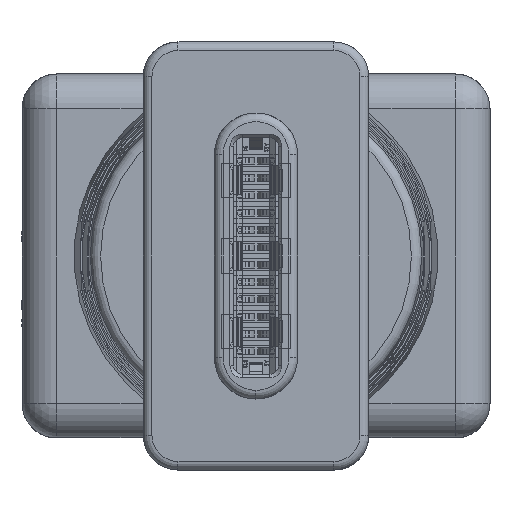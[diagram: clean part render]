
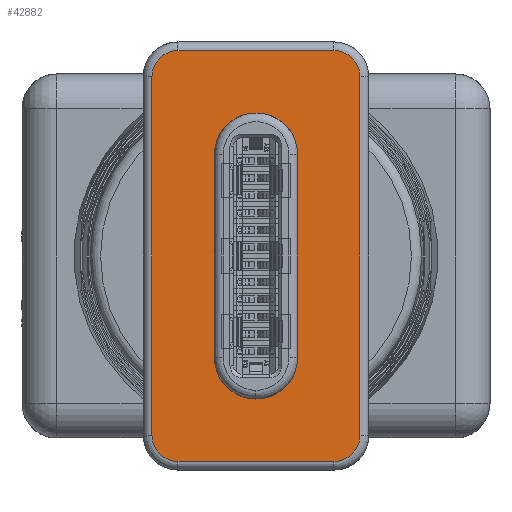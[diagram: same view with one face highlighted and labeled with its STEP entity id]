
A CAD part, left-side view. The second image highlights one B-rep face of the part: STEP entity #42882.
In plain terms, the highlighted face is planar.
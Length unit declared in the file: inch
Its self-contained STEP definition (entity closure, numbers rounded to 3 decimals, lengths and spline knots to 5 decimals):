
#1750 = PLANE ( 'NONE',  #72370 ) ;
#3351 = ORIENTED_EDGE ( 'NONE', *, *, #70874, .F. ) ;
#4171 = EDGE_CURVE ( 'NONE', #8255, #55087, #18201, .T. ) ;
#5894 = CARTESIAN_POINT ( 'NONE',  ( -0.23327, -0.08858, 0. ) ) ;
#6817 = LINE ( 'NONE', #75314, #61478 ) ;
#8255 = VERTEX_POINT ( 'NONE', #27647 ) ;
#8658 = LINE ( 'NONE', #63592, #72215 ) ;
#9013 = CARTESIAN_POINT ( 'NONE',  ( -0.23327, 0.08858, 0. ) ) ;
#9324 = AXIS2_PLACEMENT_3D ( 'NONE', #71067, #35654, #92326 ) ;
#9937 = CARTESIAN_POINT ( 'NONE',  ( 0.23327, 0.08858, 0. ) ) ;
#10105 = EDGE_LOOP ( 'NONE', ( #39613, #16645, #13802, #19726, #81323, #52492, #87108, #25165 ) ) ;
#10654 = DIRECTION ( 'NONE',  ( 1., 0., 0. ) ) ;
#11236 = CIRCLE ( 'NONE', #58214, 0.02953 ) ;
#11515 = ORIENTED_EDGE ( 'NONE', *, *, #66163, .F. ) ;
#13412 = EDGE_CURVE ( 'NONE', #24076, #34216, #74750, .T. ) ;
#13802 = ORIENTED_EDGE ( 'NONE', *, *, #33273, .T. ) ;
#14002 = DIRECTION ( 'NONE',  ( 0., -1., 0. ) ) ;
#14193 = LINE ( 'NONE', #41399, #31939 ) ;
#15068 = VERTEX_POINT ( 'NONE', #5894 ) ;
#15429 = DIRECTION ( 'NONE',  ( 1., 0., 0. ) ) ;
#15724 = VERTEX_POINT ( 'NONE', #21775 ) ;
#15916 = VERTEX_POINT ( 'NONE', #56386 ) ;
#16645 = ORIENTED_EDGE ( 'NONE', *, *, #53568, .T. ) ;
#16786 = VERTEX_POINT ( 'NONE', #26509 ) ;
#17216 = DIRECTION ( 'NONE',  ( 1., 0., 0. ) ) ;
#17745 = EDGE_CURVE ( 'NONE', #15068, #76414, #11236, .T. ) ;
#18201 = LINE ( 'NONE', #81151, #19268 ) ;
#18359 = CARTESIAN_POINT ( 'NONE',  ( -0.20374, -0.11811, 0. ) ) ;
#19268 = VECTOR ( 'NONE', #51417, 39.37008 ) ;
#19726 = ORIENTED_EDGE ( 'NONE', *, *, #22520, .T. ) ;
#19793 = AXIS2_PLACEMENT_3D ( 'NONE', #74678, #38649, #17216 ) ;
#20800 = DIRECTION ( 'NONE',  ( 1., 0., 0. ) ) ;
#21308 = ORIENTED_EDGE ( 'NONE', *, *, #75115, .F. ) ;
#21681 = AXIS2_PLACEMENT_3D ( 'NONE', #58452, #22258, #35647 ) ;
#21775 = CARTESIAN_POINT ( 'NONE',  ( 0.20374, 0.11811, 0. ) ) ;
#22258 = DIRECTION ( 'NONE',  ( 0., 0., 1. ) ) ;
#22520 = EDGE_CURVE ( 'NONE', #42580, #15068, #8658, .T. ) ;
#22764 = CARTESIAN_POINT ( 'NONE',  ( -0.11496, 0.04724, 0. ) ) ;
#23875 = LINE ( 'NONE', #39747, #49616 ) ;
#24076 = VERTEX_POINT ( 'NONE', #22764 ) ;
#25165 = ORIENTED_EDGE ( 'NONE', *, *, #4171, .T. ) ;
#25840 = CARTESIAN_POINT ( 'NONE',  ( -0.20374, 0.11811, 0. ) ) ;
#26509 = CARTESIAN_POINT ( 'NONE',  ( 0.1622, 0., 0. ) ) ;
#27487 = LINE ( 'NONE', #60612, #52078 ) ;
#27647 = CARTESIAN_POINT ( 'NONE',  ( 0.23327, -0.08858, 0. ) ) ;
#29421 = DIRECTION ( 'NONE',  ( 1., 0., 0. ) ) ;
#31939 = VECTOR ( 'NONE', #41075, 39.37008 ) ;
#32662 = CARTESIAN_POINT ( 'NONE',  ( -0.20374, 0.08858, 0. ) ) ;
#33273 = EDGE_CURVE ( 'NONE', #40783, #42580, #81901, .T. ) ;
#33863 = CARTESIAN_POINT ( 'NONE',  ( -0.11496, 0., 0. ) ) ;
#34136 = CIRCLE ( 'NONE', #42970, 0.04724 ) ;
#34216 = VERTEX_POINT ( 'NONE', #63778 ) ;
#34375 = EDGE_CURVE ( 'NONE', #70102, #24076, #27487, .T. ) ;
#35647 = DIRECTION ( 'NONE',  ( 1., 0., 0. ) ) ;
#35654 = DIRECTION ( 'NONE',  ( 0., 0., 1. ) ) ;
#36923 = CARTESIAN_POINT ( 'NONE',  ( 0.11496, 0., 0. ) ) ;
#37012 = AXIS2_PLACEMENT_3D ( 'NONE', #32662, #46474, #10654 ) ;
#38649 = DIRECTION ( 'NONE',  ( 0., 0., 1. ) ) ;
#39613 = ORIENTED_EDGE ( 'NONE', *, *, #53732, .T. ) ;
#39747 = CARTESIAN_POINT ( 'NONE',  ( 0., 0.11811, 0. ) ) ;
#40283 = EDGE_LOOP ( 'NONE', ( #90793, #90203, #3351, #11515, #21308 ) ) ;
#40783 = VERTEX_POINT ( 'NONE', #25840 ) ;
#41075 = DIRECTION ( 'NONE',  ( 1., 0., 0. ) ) ;
#41399 = CARTESIAN_POINT ( 'NONE',  ( -0.11496, -0.04724, 0. ) ) ;
#42580 = VERTEX_POINT ( 'NONE', #9013 ) ;
#42882 = ADVANCED_FACE ( 'NONE', ( #63093, #44060 ), #1750, .T. ) ;
#42970 = AXIS2_PLACEMENT_3D ( 'NONE', #36923, #66335, #73563 ) ;
#44060 = FACE_BOUND ( 'NONE', #40283, .T. ) ;
#46474 = DIRECTION ( 'NONE',  ( 0., 0., 1. ) ) ;
#48853 = CARTESIAN_POINT ( 'NONE',  ( 0.11496, -0.04724, 0. ) ) ;
#49616 = VECTOR ( 'NONE', #82691, 39.37008 ) ;
#51417 = DIRECTION ( 'NONE',  ( 0., 1., 0. ) ) ;
#52078 = VECTOR ( 'NONE', #88204, 39.37008 ) ;
#52492 = ORIENTED_EDGE ( 'NONE', *, *, #83776, .T. ) ;
#53568 = EDGE_CURVE ( 'NONE', #15724, #40783, #23875, .T. ) ;
#53732 = EDGE_CURVE ( 'NONE', #55087, #15724, #54011, .T. ) ;
#54011 = CIRCLE ( 'NONE', #9324, 0.02953 ) ;
#55087 = VERTEX_POINT ( 'NONE', #9937 ) ;
#55973 = CARTESIAN_POINT ( 'NONE',  ( 0.11496, 0.04724, 0. ) ) ;
#56386 = CARTESIAN_POINT ( 'NONE',  ( 0.20374, -0.11811, 0. ) ) ;
#57259 = CIRCLE ( 'NONE', #19793, 0.04724 ) ;
#58214 = AXIS2_PLACEMENT_3D ( 'NONE', #80104, #58750, #15429 ) ;
#58452 = CARTESIAN_POINT ( 'NONE',  ( 0.20374, -0.08858, 0. ) ) ;
#58750 = DIRECTION ( 'NONE',  ( 0., 0., 1. ) ) ;
#60290 = DIRECTION ( 'NONE',  ( 1., 0., 0. ) ) ;
#60467 = AXIS2_PLACEMENT_3D ( 'NONE', #33863, #91467, #20800 ) ;
#60612 = CARTESIAN_POINT ( 'NONE',  ( -0.11496, 0.04724, 0. ) ) ;
#61478 = VECTOR ( 'NONE', #60290, 39.37008 ) ;
#63093 = FACE_OUTER_BOUND ( 'NONE', #10105, .T. ) ;
#63592 = CARTESIAN_POINT ( 'NONE',  ( -0.23327, 0., 0. ) ) ;
#63778 = CARTESIAN_POINT ( 'NONE',  ( -0.11496, -0.04724, 0. ) ) ;
#65998 = DIRECTION ( 'NONE',  ( 0., 0., 1. ) ) ;
#66163 = EDGE_CURVE ( 'NONE', #91433, #16786, #57259, .T. ) ;
#66335 = DIRECTION ( 'NONE',  ( 0., 0., 1. ) ) ;
#70102 = VERTEX_POINT ( 'NONE', #55973 ) ;
#70874 = EDGE_CURVE ( 'NONE', #16786, #70102, #34136, .T. ) ;
#71067 = CARTESIAN_POINT ( 'NONE',  ( 0.20374, 0.08858, 0. ) ) ;
#71762 = CIRCLE ( 'NONE', #21681, 0.02953 ) ;
#72215 = VECTOR ( 'NONE', #14002, 39.37008 ) ;
#72370 = AXIS2_PLACEMENT_3D ( 'NONE', #80135, #65998, #29421 ) ;
#73563 = DIRECTION ( 'NONE',  ( 1., 0., 0. ) ) ;
#74678 = CARTESIAN_POINT ( 'NONE',  ( 0.11496, 0., 0. ) ) ;
#74750 = CIRCLE ( 'NONE', #60467, 0.04724 ) ;
#75115 = EDGE_CURVE ( 'NONE', #34216, #91433, #14193, .T. ) ;
#75314 = CARTESIAN_POINT ( 'NONE',  ( 0., -0.11811, 0. ) ) ;
#76414 = VERTEX_POINT ( 'NONE', #18359 ) ;
#80104 = CARTESIAN_POINT ( 'NONE',  ( -0.20374, -0.08858, 0. ) ) ;
#80135 = CARTESIAN_POINT ( 'NONE',  ( 0., 0., 0. ) ) ;
#81151 = CARTESIAN_POINT ( 'NONE',  ( 0.23327, 0., 0. ) ) ;
#81323 = ORIENTED_EDGE ( 'NONE', *, *, #17745, .T. ) ;
#81901 = CIRCLE ( 'NONE', #37012, 0.02953 ) ;
#82691 = DIRECTION ( 'NONE',  ( -1., 0., 0. ) ) ;
#83776 = EDGE_CURVE ( 'NONE', #76414, #15916, #6817, .T. ) ;
#87108 = ORIENTED_EDGE ( 'NONE', *, *, #90057, .T. ) ;
#88204 = DIRECTION ( 'NONE',  ( -1., 0., 0. ) ) ;
#90057 = EDGE_CURVE ( 'NONE', #15916, #8255, #71762, .T. ) ;
#90203 = ORIENTED_EDGE ( 'NONE', *, *, #34375, .F. ) ;
#90793 = ORIENTED_EDGE ( 'NONE', *, *, #13412, .F. ) ;
#91433 = VERTEX_POINT ( 'NONE', #48853 ) ;
#91467 = DIRECTION ( 'NONE',  ( 0., 0., 1. ) ) ;
#92326 = DIRECTION ( 'NONE',  ( 1., 0., 0. ) ) ;
